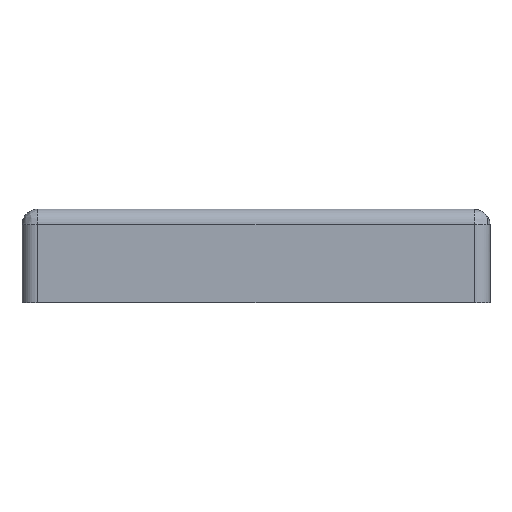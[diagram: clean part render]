
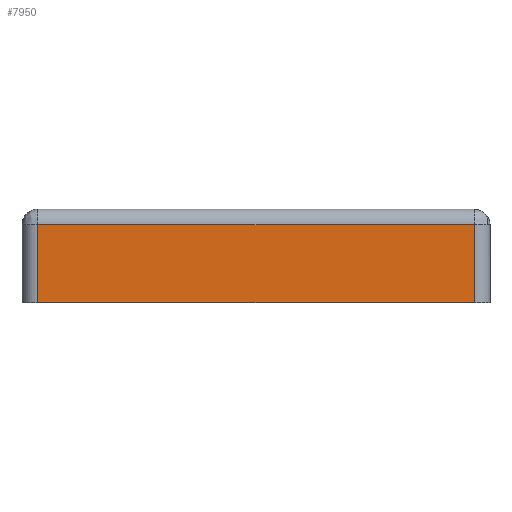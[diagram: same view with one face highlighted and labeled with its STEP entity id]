
A CAD part, front view. The second image highlights one B-rep face of the part: STEP entity #7950.
In plain terms, the highlighted planar face has unit normal (0, -1, 0).
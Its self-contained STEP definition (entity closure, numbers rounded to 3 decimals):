
#100 = DIRECTION ( 'NONE',  ( 0., 0., 1. ) ) ;
#163 = CARTESIAN_POINT ( 'NONE',  ( -28., -30., 12. ) ) ;
#262 = VECTOR ( 'NONE', #3840, 1000. ) ;
#524 = VERTEX_POINT ( 'NONE', #2839 ) ;
#1181 = FACE_OUTER_BOUND ( 'NONE', #7838, .T. ) ;
#1395 = DIRECTION ( 'NONE',  ( 1., 0., 0. ) ) ;
#1623 = LINE ( 'NONE', #163, #5407 ) ;
#2135 = CARTESIAN_POINT ( 'NONE',  ( -30., -30., 12. ) ) ;
#2195 = LINE ( 'NONE', #2389, #262 ) ;
#2206 = LINE ( 'NONE', #6338, #7626 ) ;
#2389 = CARTESIAN_POINT ( 'NONE',  ( -30., -30., 0. ) ) ;
#2839 = CARTESIAN_POINT ( 'NONE',  ( 28., -30., 10. ) ) ;
#2840 = DIRECTION ( 'NONE',  ( 0., 0., 1. ) ) ;
#3475 = CARTESIAN_POINT ( 'NONE',  ( -28., -30., 10. ) ) ;
#3724 = VERTEX_POINT ( 'NONE', #5191 ) ;
#3840 = DIRECTION ( 'NONE',  ( -1., 0., 0. ) ) ;
#4151 = ORIENTED_EDGE ( 'NONE', *, *, #8850, .F. ) ;
#4751 = ORIENTED_EDGE ( 'NONE', *, *, #8940, .F. ) ;
#4770 = ORIENTED_EDGE ( 'NONE', *, *, #6925, .F. ) ;
#5191 = CARTESIAN_POINT ( 'NONE',  ( 28., -30., 0. ) ) ;
#5407 = VECTOR ( 'NONE', #100, 1000. ) ;
#5658 = CARTESIAN_POINT ( 'NONE',  ( -28., -30., 0. ) ) ;
#5771 = VERTEX_POINT ( 'NONE', #3475 ) ;
#5809 = LINE ( 'NONE', #6916, #7464 ) ;
#6126 = EDGE_CURVE ( 'NONE', #524, #3724, #5809, .T. ) ;
#6338 = CARTESIAN_POINT ( 'NONE',  ( 30., -30., 10. ) ) ;
#6916 = CARTESIAN_POINT ( 'NONE',  ( 28., -30., 12. ) ) ;
#6925 = EDGE_CURVE ( 'NONE', #5771, #524, #2206, .T. ) ;
#6944 = VERTEX_POINT ( 'NONE', #5658 ) ;
#7098 = DIRECTION ( 'NONE',  ( 0., 1., 0. ) ) ;
#7464 = VECTOR ( 'NONE', #8270, 1000. ) ;
#7595 = ORIENTED_EDGE ( 'NONE', *, *, #6126, .F. ) ;
#7626 = VECTOR ( 'NONE', #1395, 1000. ) ;
#7691 = AXIS2_PLACEMENT_3D ( 'NONE', #2135, #7098, #2840 ) ;
#7838 = EDGE_LOOP ( 'NONE', ( #4770, #4151, #4751, #7595 ) ) ;
#7950 = ADVANCED_FACE ( 'NONE', ( #1181 ), #8468, .F. ) ;
#8270 = DIRECTION ( 'NONE',  ( 0., 0., -1. ) ) ;
#8468 = PLANE ( 'NONE',  #7691 ) ;
#8850 = EDGE_CURVE ( 'NONE', #6944, #5771, #1623, .T. ) ;
#8940 = EDGE_CURVE ( 'NONE', #3724, #6944, #2195, .T. ) ;
